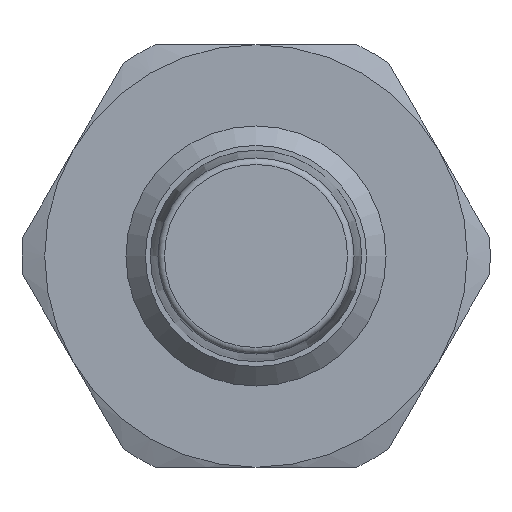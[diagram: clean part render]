
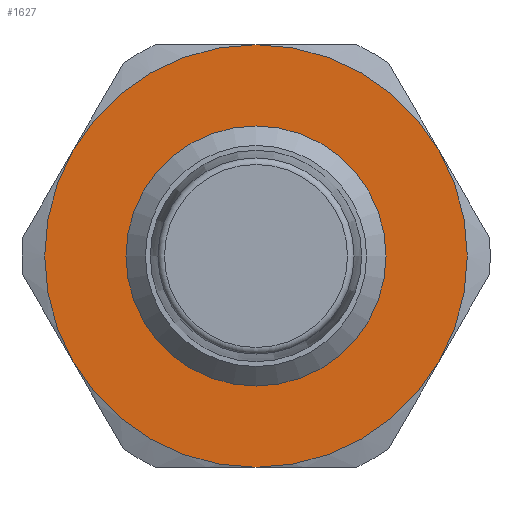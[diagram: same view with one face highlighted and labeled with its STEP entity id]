
A CAD part, left-side view. The second image highlights one B-rep face of the part: STEP entity #1627.
In plain terms, the highlighted planar face has unit normal (-1, 0, 0).
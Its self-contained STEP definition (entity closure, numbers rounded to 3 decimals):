
#125=FACE_BOUND('',#336,.T.);
#141=PLANE('',#1795);
#222=FACE_OUTER_BOUND('',#335,.T.);
#335=EDGE_LOOP('',(#1295,#1296,#1297,#1298,#1299,#1300));
#336=EDGE_LOOP('',(#1301));
#369=CIRCLE('',#1689,4.);
#418=CIRCLE('',#1796,6.5);
#419=CIRCLE('',#1797,6.5);
#420=CIRCLE('',#1798,6.5);
#421=CIRCLE('',#1799,6.5);
#422=CIRCLE('',#1800,6.5);
#423=CIRCLE('',#1801,6.5);
#616=VERTEX_POINT('',#2470);
#704=VERTEX_POINT('',#3517);
#705=VERTEX_POINT('',#3518);
#706=VERTEX_POINT('',#3520);
#707=VERTEX_POINT('',#3522);
#708=VERTEX_POINT('',#3524);
#709=VERTEX_POINT('',#3526);
#762=EDGE_CURVE('',#616,#616,#369,.T.);
#906=EDGE_CURVE('',#704,#705,#418,.T.);
#907=EDGE_CURVE('',#705,#706,#419,.T.);
#908=EDGE_CURVE('',#706,#707,#420,.T.);
#909=EDGE_CURVE('',#707,#708,#421,.T.);
#910=EDGE_CURVE('',#708,#709,#422,.T.);
#911=EDGE_CURVE('',#709,#704,#423,.T.);
#1295=ORIENTED_EDGE('',*,*,#906,.T.);
#1296=ORIENTED_EDGE('',*,*,#907,.T.);
#1297=ORIENTED_EDGE('',*,*,#908,.T.);
#1298=ORIENTED_EDGE('',*,*,#909,.T.);
#1299=ORIENTED_EDGE('',*,*,#910,.T.);
#1300=ORIENTED_EDGE('',*,*,#911,.T.);
#1301=ORIENTED_EDGE('',*,*,#762,.T.);
#1627=ADVANCED_FACE('',(#222,#125),#141,.F.);
#1689=AXIS2_PLACEMENT_3D('',#2471,#1874,#1875);
#1795=AXIS2_PLACEMENT_3D('',#3516,#2123,#2124);
#1796=AXIS2_PLACEMENT_3D('',#3519,#2125,#2126);
#1797=AXIS2_PLACEMENT_3D('',#3521,#2127,#2128);
#1798=AXIS2_PLACEMENT_3D('',#3523,#2129,#2130);
#1799=AXIS2_PLACEMENT_3D('',#3525,#2131,#2132);
#1800=AXIS2_PLACEMENT_3D('',#3527,#2133,#2134);
#1801=AXIS2_PLACEMENT_3D('',#3528,#2135,#2136);
#1874=DIRECTION('center_axis',(1.,0.,0.));
#1875=DIRECTION('ref_axis',(0.,0.,-1.));
#2123=DIRECTION('center_axis',(1.,0.,0.));
#2124=DIRECTION('ref_axis',(0.,0.,
-1.));
#2125=DIRECTION('center_axis',(-1.,0.,0.));
#2126=DIRECTION('ref_axis',(0.,-1.,0.));
#2127=DIRECTION('center_axis',(-1.,0.,0.));
#2128=DIRECTION('ref_axis',(0.,-1.,0.));
#2129=DIRECTION('center_axis',(-1.,0.,0.));
#2130=DIRECTION('ref_axis',(0.,-1.,0.));
#2131=DIRECTION('center_axis',(-1.,0.,0.));
#2132=DIRECTION('ref_axis',(0.,-1.,0.));
#2133=DIRECTION('center_axis',(-1.,0.,0.));
#2134=DIRECTION('ref_axis',(0.,-1.,0.));
#2135=DIRECTION('center_axis',(-1.,0.,0.));
#2136=DIRECTION('ref_axis',(0.,-1.,0.));
#2470=CARTESIAN_POINT('',(6.837,0.,4.));
#2471=CARTESIAN_POINT('Origin',(6.837,0.,0.));
#3516=CARTESIAN_POINT('Origin',(6.837,0.,0.));
#3517=CARTESIAN_POINT('',(6.837,5.629,3.25));
#3518=CARTESIAN_POINT('',(6.837,5.629,-3.25));
#3519=CARTESIAN_POINT('Origin',(6.837,0.,
0.));
#3520=CARTESIAN_POINT('',(6.837,0.,-6.5));
#3521=CARTESIAN_POINT('Origin',(6.837,0.,
0.));
#3522=CARTESIAN_POINT('',(6.837,-5.629,-3.25));
#3523=CARTESIAN_POINT('Origin',(6.837,0.,
0.));
#3524=CARTESIAN_POINT('',(6.837,-5.629,3.25));
#3525=CARTESIAN_POINT('Origin',(6.837,0.,
0.));
#3526=CARTESIAN_POINT('',(6.837,0.,6.5));
#3527=CARTESIAN_POINT('Origin',(6.837,0.,
0.));
#3528=CARTESIAN_POINT('Origin',(6.837,0.,
0.));
